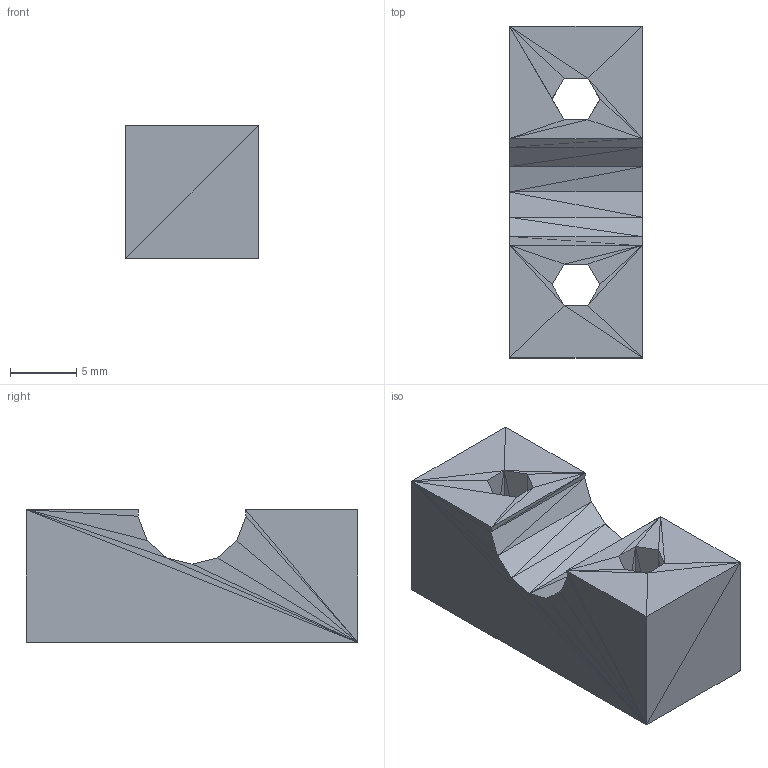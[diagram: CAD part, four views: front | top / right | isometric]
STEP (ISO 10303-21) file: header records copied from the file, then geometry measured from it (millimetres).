
FILE_DESCRIPTION(('FreeCAD Model'),'2;1');
FILE_NAME('rod-clamp.stp','2011-11-21T21:39:38' ,('FreeCAD'),('FreeCAD'),'Open CASCADE STEP processor 6.3','FreeCAD', 'Unknown');
FILE_SCHEMA(('AUTOMOTIVE_DESIGN_CC2 { 1 2 10303 214 -1 1 5 4 }'));
Length unit declared in the file: millimetre
Products named in the file (1): Open CASCADE STEP translator 6.3 10
Bounding box: 10 x 25 x 10 mm (x, y, z)
Volume: 2077.5 mm3; surface area: 1379 mm2
Topology: 1 solids, 1 shells, 104 faces, 156 edges, 50 vertices
Faces by surface type: plane 104
Entity records: 3914 total; most frequent: CARTESIAN_POINT 779, DIRECTION 522, ORIENTED_EDGE 312, LINE 312, VECTOR 312, PCURVE 312, DEFINITIONAL_REPRESENTATION 312, EDGE_CURVE 156
